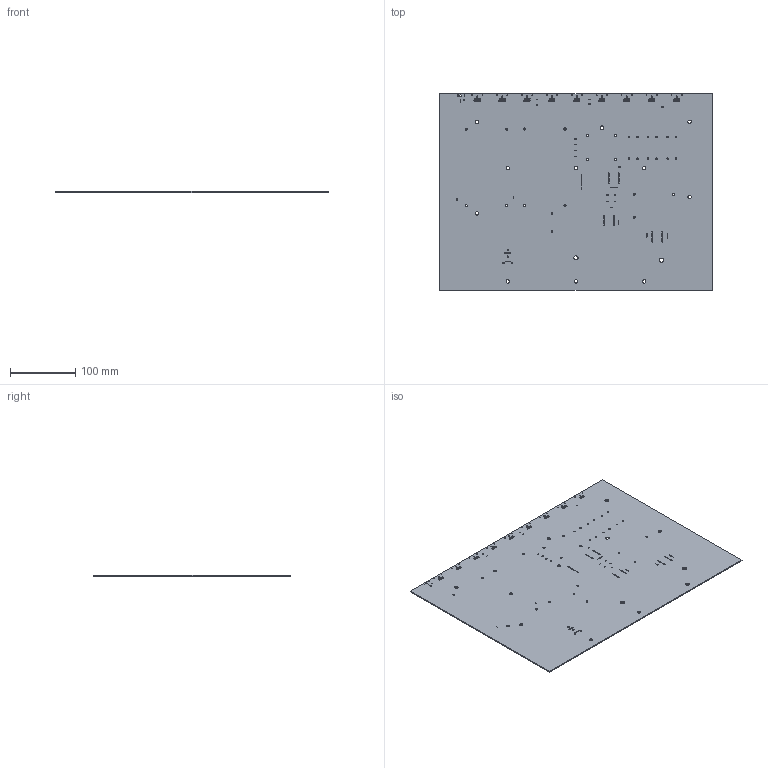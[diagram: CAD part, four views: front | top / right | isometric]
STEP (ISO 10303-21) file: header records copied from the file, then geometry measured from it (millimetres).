
FILE_DESCRIPTION(('KiCad electronic assembly'),'2;1');
FILE_NAME('Thermometry_Enclosure.step','2022-12-30T15:07:55',('Pcbnew'), ('Kicad'),'Open CASCADE STEP processor 7.6','KiCad to STEP converter', 'Unknown');
FILE_SCHEMA(('AUTOMOTIVE_DESIGN { 1 0 10303 214 1 1 1 1 }'));
Length unit declared in the file: millimetre
Products named in the file (2): Thermometry_Enclosure 1; Thermometry_Enclosure PCB
Assembly tree (1 placements, depth 2):
  Thermometry_Enclosure 1
    Thermometry_Enclosure PCB
Bounding box: 417 x 300.6 x 1.6 mm (x, y, z)
Volume: 199472 mm3; surface area: 253734.2 mm2
Topology: 1 solids, 1 shells, 457 faces, 1365 edges, 910 vertices
Faces by surface type: cylinder 391, plane 66
Full cylindrical faces by diameter (mm): 0.6 x171, 0.75 x34, 0.95 x4, 1 x65, 1.3 x1, 1.8 x9, 2 x2, 2.2 x12, 2.5 x3, 2.7 x5, 3.2 x12, 5.3 x11, 6.5 x2
Entity records: 37403 total; most frequent: CARTESIAN_POINT 10156, DIRECTION 5013, ORIENTED_EDGE 2730, PCURVE 2730, DEFINITIONAL_REPRESENTATION 2730, LINE 2531, VECTOR 2531, EDGE_CURVE 1365
